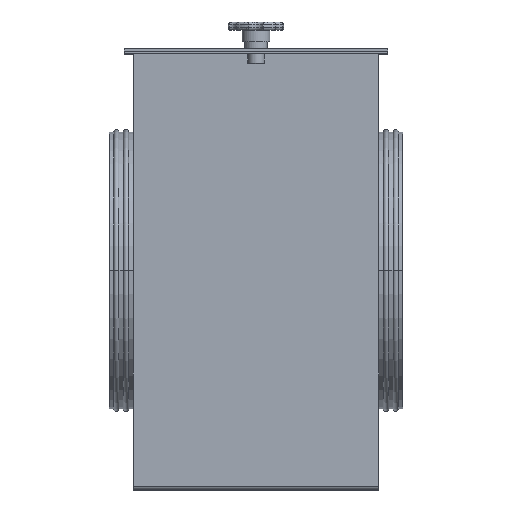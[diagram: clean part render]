
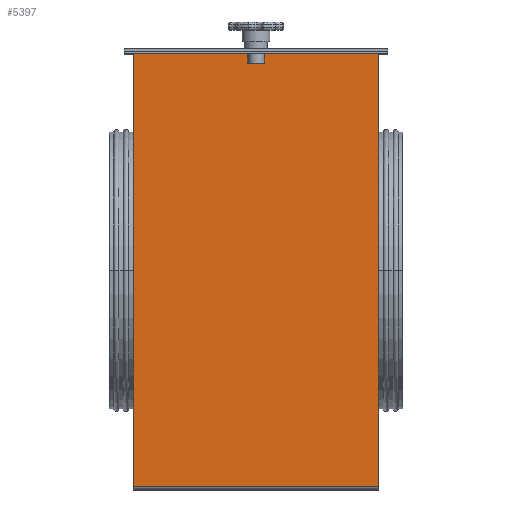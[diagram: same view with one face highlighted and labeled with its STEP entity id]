
A CAD part, top view. The second image highlights one B-rep face of the part: STEP entity #5397.
In plain terms, the highlighted planar face has unit normal (0, 0, 1).
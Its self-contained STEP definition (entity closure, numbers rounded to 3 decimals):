
#293 = EDGE_CURVE ( 'NONE', #355, #373, #1069, .T. ) ;
#355 = VERTEX_POINT ( 'NONE', #1179 ) ;
#373 = VERTEX_POINT ( 'NONE', #1180 ) ;
#1011 = DIRECTION ( 'NONE',  ( -1., 0., 0. ) ) ;
#1042 = VECTOR ( 'NONE', #1011, 1000. ) ;
#1043 = CARTESIAN_POINT ( 'NONE',  ( 140., 496., 400. ) ) ;
#1069 = LINE ( 'NONE', #1043, #1042 ) ;
#1179 = CARTESIAN_POINT ( 'NONE',  ( 140., 496., 400. ) ) ;
#1180 = CARTESIAN_POINT ( 'NONE',  ( -140., 496., 400. ) ) ;
#3616 = CARTESIAN_POINT ( 'NONE',  ( 140., 3.737, 400. ) ) ;
#3617 = DIRECTION ( 'NONE',  ( -1., 0., 0. ) ) ;
#3618 = VECTOR ( 'NONE', #3617, 1000. ) ;
#3619 = CARTESIAN_POINT ( 'NONE',  ( -140., 3.737, 400. ) ) ;
#3620 = LINE ( 'NONE', #3619, #3618 ) ;
#3649 = DIRECTION ( 'NONE',  ( 0., 1., 0. ) ) ;
#3650 = VECTOR ( 'NONE', #3649, 1000. ) ;
#3651 = CARTESIAN_POINT ( 'NONE',  ( 140., 3., 400. ) ) ;
#3652 = LINE ( 'NONE', #3651, #3650 ) ;
#3725 = FACE_OUTER_BOUND ( 'NONE', #5386, .T. ) ;
#3739 = DIRECTION ( 'NONE',  ( 0., -1., 0. ) ) ;
#3740 = VECTOR ( 'NONE', #3739, 1000. ) ;
#3741 = CARTESIAN_POINT ( 'NONE',  ( -140., 3., 400. ) ) ;
#3742 = LINE ( 'NONE', #3741, #3740 ) ;
#3794 = DIRECTION ( 'NONE',  ( 0., 0., -1. ) ) ;
#3811 = AXIS2_PLACEMENT_3D ( 'NONE', #3844, #3794, #3821 ) ;
#3821 = DIRECTION ( 'NONE',  ( -1., 0., 0. ) ) ;
#3822 = CARTESIAN_POINT ( 'NONE',  ( -140., 3.737, 400. ) ) ;
#3844 = CARTESIAN_POINT ( 'NONE',  ( 140., 3., 400. ) ) ;
#3845 = PLANE ( 'NONE',  #3811 ) ;
#5331 = EDGE_CURVE ( 'NONE', #5334, #5399, #3620, .T. ) ;
#5334 = VERTEX_POINT ( 'NONE', #3616 ) ;
#5369 = EDGE_CURVE ( 'NONE', #5334, #355, #3652, .T. ) ;
#5381 = EDGE_CURVE ( 'NONE', #373, #5399, #3742, .T. ) ;
#5386 = EDGE_LOOP ( 'NONE', ( #5389, #5450, #5436, #5414 ) ) ;
#5389 = ORIENTED_EDGE ( 'NONE', *, *, #5331, .F. ) ;
#5397 = ADVANCED_FACE ( 'NONE', ( #3725 ), #3845, .F. ) ;
#5399 = VERTEX_POINT ( 'NONE', #3822 ) ;
#5414 = ORIENTED_EDGE ( 'NONE', *, *, #5381, .T. ) ;
#5436 = ORIENTED_EDGE ( 'NONE', *, *, #293, .T. ) ;
#5450 = ORIENTED_EDGE ( 'NONE', *, *, #5369, .T. ) ;
